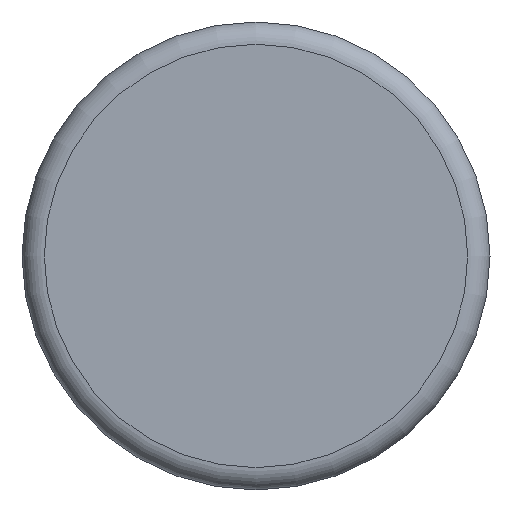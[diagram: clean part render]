
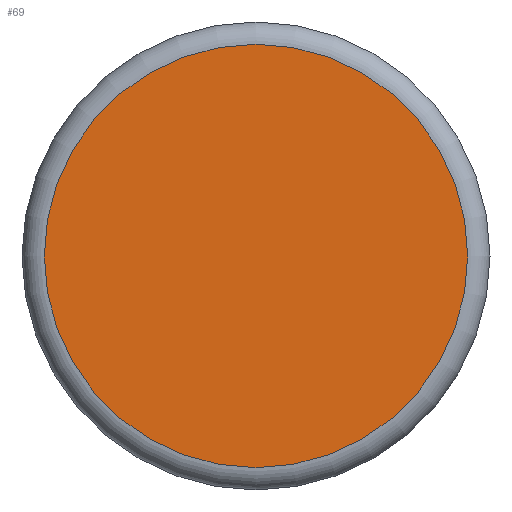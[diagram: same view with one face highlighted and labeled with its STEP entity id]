
A CAD part, top view. The second image highlights one B-rep face of the part: STEP entity #69.
In plain terms, the highlighted planar face has unit normal (0, 0, 1).
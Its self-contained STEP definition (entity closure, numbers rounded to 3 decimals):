
#69 = ADVANCED_FACE( '', ( #151 ), #152, .F. );
#151 = FACE_OUTER_BOUND( '', #241, .T. );
#152 = PLANE( '', #242 );
#241 = EDGE_LOOP( '', ( #349 ) );
#242 = AXIS2_PLACEMENT_3D( '', #350, #351, #352 );
#349 = ORIENTED_EDGE( '', *, *, #423, .T. );
#350 = CARTESIAN_POINT( '', ( 0., 10.5, 50. ) );
#351 = DIRECTION( '', ( 0., 0., -1. ) );
#352 = DIRECTION( '', ( -1., 0., 0. ) );
#423 = EDGE_CURVE( '', #475, #475, #476, .F. );
#475 = VERTEX_POINT( '', #534 );
#476 = CIRCLE( '', #535, 9.495 );
#534 = CARTESIAN_POINT( '', ( -9.495, 0., 50. ) );
#535 = AXIS2_PLACEMENT_3D( '', #595, #596, #597 );
#595 = CARTESIAN_POINT( '', ( 0., 0., 50. ) );
#596 = DIRECTION( '', ( 0., 0., -1. ) );
#597 = DIRECTION( '', ( -1., 0., 0. ) );
